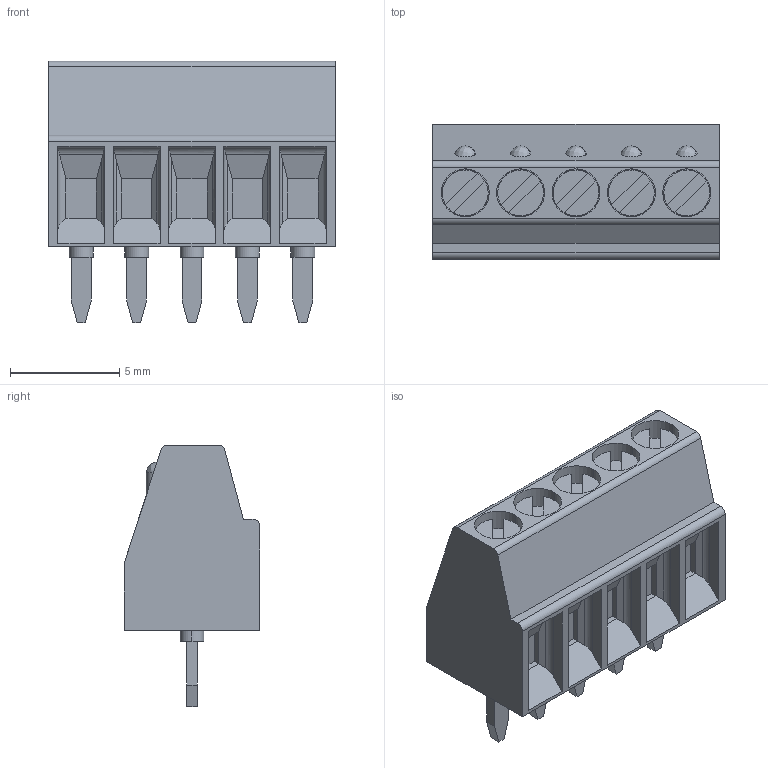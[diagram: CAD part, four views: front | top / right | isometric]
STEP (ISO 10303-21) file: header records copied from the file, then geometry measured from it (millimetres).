
FILE_DESCRIPTION (( 'STEP AP214' ), '1' );
FILE_NAME ('mpt_0,5-5-2,54.STEP', '2018-10-28T17:42:09', ( '' ), ( '' ), 'SwSTEP 2.0', 'SolidWorks 2016', '' );
FILE_SCHEMA (( 'AUTOMOTIVE_DESIGN' ));
Length unit declared in the file: millimetre
Products named in the file (1): mpt_0,5-5-2,54
Bounding box: 13.16 x 6.2 x 12 mm (x, y, z)
Volume: 527.7 mm3; surface area: 658.5 mm2
Topology: 1 solids, 1 shells, 239 faces, 589 edges, 386 vertices
Faces by surface type: plane 156, cylinder 73, bspline 10
Entity records: 9869 total; most frequent: CARTESIAN_POINT 1542, ORIENTED_EDGE 1178, DIRECTION 1155, EDGE_CURVE 589, VECTOR 393, LINE 393, VERTEX_POINT 386, AXIS2_PLACEMENT_3D 381
